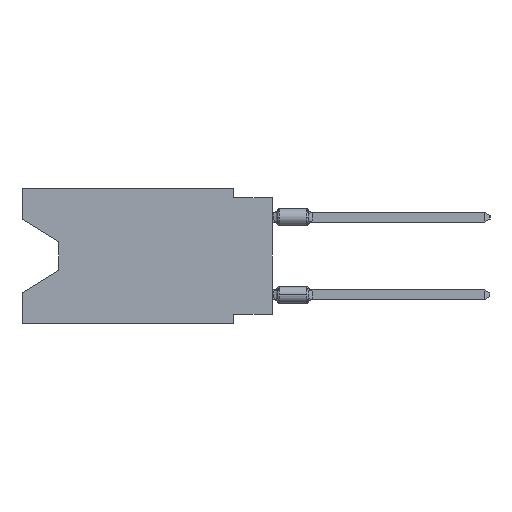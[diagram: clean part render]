
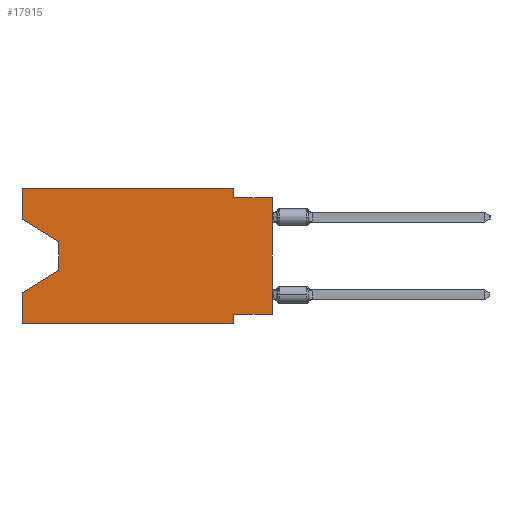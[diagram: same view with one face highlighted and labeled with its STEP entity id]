
A CAD part, left-side view. The second image highlights one B-rep face of the part: STEP entity #17915.
In plain terms, the highlighted planar face has unit normal (-1, 0, 0).
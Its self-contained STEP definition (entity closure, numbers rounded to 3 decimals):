
#32 = LINE ( 'NONE', #10619, #6181 ) ;
#85 = FACE_OUTER_BOUND ( 'NONE', #22070, .T. ) ;
#104 = ORIENTED_EDGE ( 'NONE', *, *, #20571, .T. ) ;
#650 = EDGE_CURVE ( 'NONE', #16022, #6909, #7841, .T. ) ;
#694 = VECTOR ( 'NONE', #7630, 1000. ) ;
#1680 = LINE ( 'NONE', #22693, #694 ) ;
#1855 = VERTEX_POINT ( 'NONE', #5349 ) ;
#1932 = CARTESIAN_POINT ( 'NONE',  ( 0., 13.97, -3.505 ) ) ;
#2198 = CARTESIAN_POINT ( 'NONE',  ( 0., 16.383, -8.89 ) ) ;
#2531 = VERTEX_POINT ( 'NONE', #26577 ) ;
#2919 = CARTESIAN_POINT ( 'NONE',  ( 0., 2.54, -8.89 ) ) ;
#3007 = CARTESIAN_POINT ( 'NONE',  ( 0., 16.383, 0. ) ) ;
#3226 = LINE ( 'NONE', #12238, #22656 ) ;
#3641 = DIRECTION ( 'NONE',  ( 0., 0., -1. ) ) ;
#3759 = CARTESIAN_POINT ( 'NONE',  ( 0., 0., 0. ) ) ;
#4058 = ORIENTED_EDGE ( 'NONE', *, *, #21240, .F. ) ;
#4208 = VECTOR ( 'NONE', #7238, 1000. ) ;
#4320 = DIRECTION ( 'NONE',  ( 0., 0., -1. ) ) ;
#5349 = CARTESIAN_POINT ( 'NONE',  ( 0., 16.383, -2.038 ) ) ;
#5449 = DIRECTION ( 'NONE',  ( 0., 1., 0. ) ) ;
#5503 = EDGE_CURVE ( 'NONE', #1855, #7139, #6735, .T. ) ;
#6181 = VECTOR ( 'NONE', #6520, 1000. ) ;
#6520 = DIRECTION ( 'NONE',  ( 0., 0., -1. ) ) ;
#6735 = LINE ( 'NONE', #17419, #21609 ) ;
#6909 = VERTEX_POINT ( 'NONE', #26053 ) ;
#6965 = CARTESIAN_POINT ( 'NONE',  ( 0., 16.383, 0. ) ) ;
#7139 = VERTEX_POINT ( 'NONE', #1932 ) ;
#7238 = DIRECTION ( 'NONE',  ( 0., 0., 1. ) ) ;
#7242 = EDGE_CURVE ( 'NONE', #6909, #8539, #16999, .T. ) ;
#7630 = DIRECTION ( 'NONE',  ( 0., -1., 0. ) ) ;
#7636 = CARTESIAN_POINT ( 'NONE',  ( 0., 16.383, 0. ) ) ;
#7841 = LINE ( 'NONE', #11937, #10807 ) ;
#8274 = DIRECTION ( 'NONE',  ( 0., -1., 0. ) ) ;
#8539 = VERTEX_POINT ( 'NONE', #2919 ) ;
#9141 = VECTOR ( 'NONE', #8274, 1000. ) ;
#9645 = DIRECTION ( 'NONE',  ( 0., -1., 0. ) ) ;
#10070 = ORIENTED_EDGE ( 'NONE', *, *, #20344, .T. ) ;
#10158 = CARTESIAN_POINT ( 'NONE',  ( 0., 13.97, -5.385 ) ) ;
#10269 = DIRECTION ( 'NONE',  ( 0., 0.855, -0.519 ) ) ;
#10397 = ORIENTED_EDGE ( 'NONE', *, *, #16238, .F. ) ;
#10619 = CARTESIAN_POINT ( 'NONE',  ( 0., 13.97, -3.505 ) ) ;
#10662 = ORIENTED_EDGE ( 'NONE', *, *, #13430, .F. ) ;
#10676 = PLANE ( 'NONE',  #24609 ) ;
#10798 = EDGE_CURVE ( 'NONE', #7139, #17346, #32, .T. ) ;
#10807 = VECTOR ( 'NONE', #5449, 1000. ) ;
#11382 = ORIENTED_EDGE ( 'NONE', *, *, #25144, .T. ) ;
#11761 = CARTESIAN_POINT ( 'NONE',  ( 0., 16.383, 0. ) ) ;
#11937 = CARTESIAN_POINT ( 'NONE',  ( 0., 0., -8.255 ) ) ;
#12238 = CARTESIAN_POINT ( 'NONE',  ( 0., 13.97, -5.385 ) ) ;
#12425 = ORIENTED_EDGE ( 'NONE', *, *, #23612, .F. ) ;
#12515 = DIRECTION ( 'NONE',  ( 1., 0., 0. ) ) ;
#13430 = EDGE_CURVE ( 'NONE', #22955, #21538, #22453, .T. ) ;
#13854 = CARTESIAN_POINT ( 'NONE',  ( 0., 16.383, -8.89 ) ) ;
#15500 = CARTESIAN_POINT ( 'NONE',  ( 0., 0., -8.255 ) ) ;
#15634 = DIRECTION ( 'NONE',  ( 0., 0., -1. ) ) ;
#16022 = VERTEX_POINT ( 'NONE', #15500 ) ;
#16066 = CARTESIAN_POINT ( 'NONE',  ( 0., 2.54, 0. ) ) ;
#16176 = VERTEX_POINT ( 'NONE', #16066 ) ;
#16238 = EDGE_CURVE ( 'NONE', #16426, #2531, #1680, .T. ) ;
#16426 = VERTEX_POINT ( 'NONE', #24493 ) ;
#16712 = CARTESIAN_POINT ( 'NONE',  ( 0., 16.383, 0. ) ) ;
#16894 = LINE ( 'NONE', #11761, #22243 ) ;
#16999 = LINE ( 'NONE', #25330, #24100 ) ;
#17002 = ORIENTED_EDGE ( 'NONE', *, *, #18546, .F. ) ;
#17346 = VERTEX_POINT ( 'NONE', #10158 ) ;
#17419 = CARTESIAN_POINT ( 'NONE',  ( 0., 16.383, -2.038 ) ) ;
#17915 = ADVANCED_FACE ( 'NONE', ( #85 ), #10676, .F. ) ;
#18546 = EDGE_CURVE ( 'NONE', #16176, #16426, #24384, .T. ) ;
#18918 = ORIENTED_EDGE ( 'NONE', *, *, #10798, .T. ) ;
#19514 = ORIENTED_EDGE ( 'NONE', *, *, #5503, .T. ) ;
#19932 = VECTOR ( 'NONE', #23217, 1000. ) ;
#20344 = EDGE_CURVE ( 'NONE', #16022, #2531, #27441, .T. ) ;
#20571 = EDGE_CURVE ( 'NONE', #22955, #8539, #23630, .T. ) ;
#20994 = LINE ( 'NONE', #7636, #24053 ) ;
#21093 = VERTEX_POINT ( 'NONE', #6965 ) ;
#21240 = EDGE_CURVE ( 'NONE', #21093, #16176, #16894, .T. ) ;
#21538 = VERTEX_POINT ( 'NONE', #26463 ) ;
#21544 = ORIENTED_EDGE ( 'NONE', *, *, #650, .F. ) ;
#21609 = VECTOR ( 'NONE', #26031, 1000. ) ;
#22070 = EDGE_LOOP ( 'NONE', ( #19514, #18918, #11382, #10662, #104, #22132, #21544, #10070, #10397, #17002, #4058, #12425 ) ) ;
#22132 = ORIENTED_EDGE ( 'NONE', *, *, #7242, .F. ) ;
#22243 = VECTOR ( 'NONE', #9645, 1000. ) ;
#22453 = LINE ( 'NONE', #3007, #4208 ) ;
#22656 = VECTOR ( 'NONE', #10269, 1000. ) ;
#22693 = CARTESIAN_POINT ( 'NONE',  ( 0., 0., -0.635 ) ) ;
#22955 = VERTEX_POINT ( 'NONE', #13854 ) ;
#23217 = DIRECTION ( 'NONE',  ( 0., 0., 1. ) ) ;
#23612 = EDGE_CURVE ( 'NONE', #1855, #21093, #20994, .T. ) ;
#23630 = LINE ( 'NONE', #2198, #9141 ) ;
#24053 = VECTOR ( 'NONE', #24813, 1000. ) ;
#24100 = VECTOR ( 'NONE', #3641, 1000. ) ;
#24384 = LINE ( 'NONE', #26208, #25074 ) ;
#24493 = CARTESIAN_POINT ( 'NONE',  ( 0., 2.54, -0.635 ) ) ;
#24609 = AXIS2_PLACEMENT_3D ( 'NONE', #16712, #12515, #4320 ) ;
#24813 = DIRECTION ( 'NONE',  ( 0., 0., 1. ) ) ;
#25074 = VECTOR ( 'NONE', #15634, 1000. ) ;
#25144 = EDGE_CURVE ( 'NONE', #17346, #21538, #3226, .T. ) ;
#25330 = CARTESIAN_POINT ( 'NONE',  ( 0., 2.54, -8.89 ) ) ;
#26031 = DIRECTION ( 'NONE',  ( 0., -0.855, -0.519 ) ) ;
#26053 = CARTESIAN_POINT ( 'NONE',  ( 0., 2.54, -8.255 ) ) ;
#26208 = CARTESIAN_POINT ( 'NONE',  ( 0., 2.54, 0. ) ) ;
#26463 = CARTESIAN_POINT ( 'NONE',  ( 0., 16.383, -6.852 ) ) ;
#26577 = CARTESIAN_POINT ( 'NONE',  ( 0., 0., -0.635 ) ) ;
#27441 = LINE ( 'NONE', #3759, #19932 ) ;
